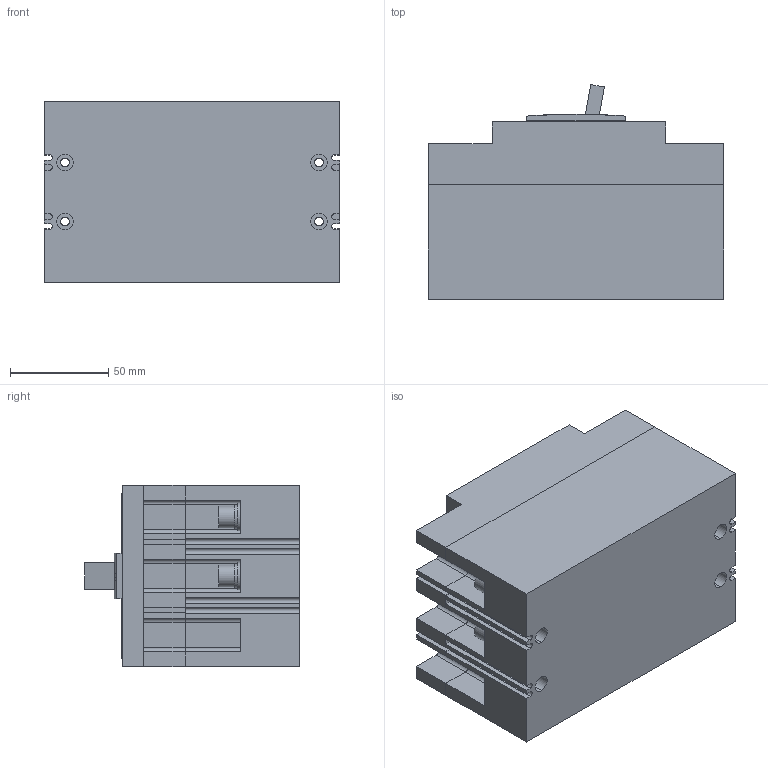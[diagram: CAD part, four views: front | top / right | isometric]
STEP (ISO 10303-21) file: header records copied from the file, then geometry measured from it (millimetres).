
FILE_DESCRIPTION (( 'STEP AP214' ), '1' );
FILE_NAME ('ÂÀ-99Ì 100-100À 3P 50êÀ ýë ðàñö (mccb99-100-100me).STEP', '2020-12-01T15:02:44', ( '' ), ( '' ), 'SwSTEP 2.0', 'SolidWorks 2019', '' );
FILE_SCHEMA (( 'AUTOMOTIVE_DESIGN' ));
Length unit declared in the file: millimetre
Products named in the file (1): ÂÀ-99Ì 100-100À 3P 50êÀ ýë ðàñö (mccb99-100-100me)
Bounding box: 150 x 109 x 92 mm (x, y, z)
Volume: 1082364.8 mm3; surface area: 119185.9 mm2
Topology: 6 solids, 6 shells, 435 faces, 1200 edges, 827 vertices
Faces by surface type: plane 264, cylinder 131, bspline 40
Entity records: 20444 total; most frequent: CARTESIAN_POINT 7345, ORIENTED_EDGE 2400, DIRECTION 2134, EDGE_CURVE 1200, VERTEX_POINT 827, LINE 742, VECTOR 742, AXIS2_PLACEMENT_3D 696
